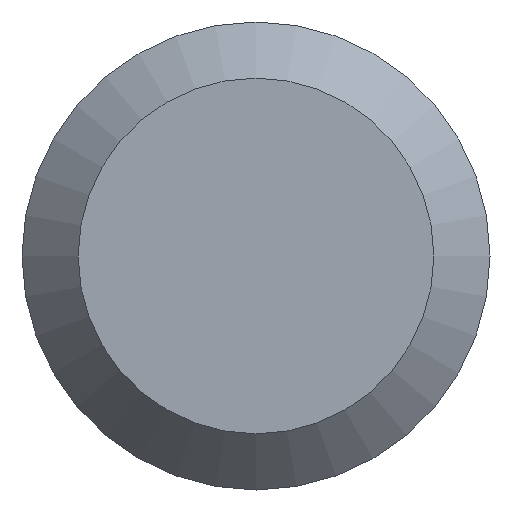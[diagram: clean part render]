
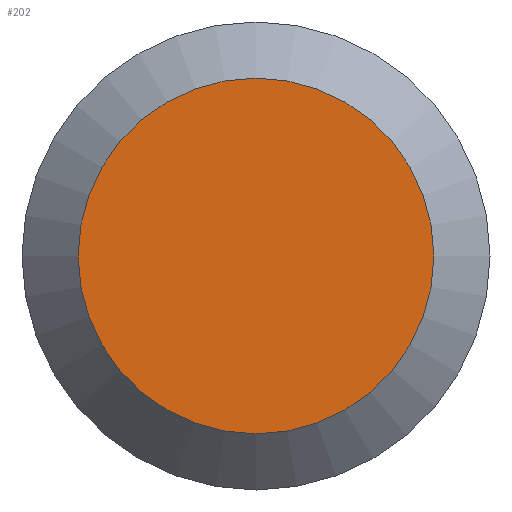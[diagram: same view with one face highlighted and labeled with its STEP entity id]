
A CAD part, front view. The second image highlights one B-rep face of the part: STEP entity #202.
In plain terms, the highlighted planar face has unit normal (0, -1, 0).
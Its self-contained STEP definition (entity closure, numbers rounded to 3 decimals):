
#202 = ADVANCED_FACE('',(#203),#214,.T.);
#203 = FACE_BOUND('',#204,.T.);
#204 = EDGE_LOOP('',(#205));
#205 = ORIENTED_EDGE('',*,*,#206,.T.);
#206 = EDGE_CURVE('',#207,#207,#209,.T.);
#207 = VERTEX_POINT('',#208);
#208 = CARTESIAN_POINT('',(9.5,-166.,-9.5));
#209 = CIRCLE('',#210,9.5);
#210 = AXIS2_PLACEMENT_3D('',#211,#212,#213);
#211 = CARTESIAN_POINT('',(9.5,-166.,0.));
#212 = DIRECTION('',(0.,-1.,0.));
#213 = DIRECTION('',(0.,0.,-1.));
#214 = PLANE('',#215);
#215 = AXIS2_PLACEMENT_3D('',#216,#217,#218);
#216 = CARTESIAN_POINT('',(9.5,-166.,0.));
#217 = DIRECTION('',(0.,-1.,0.));
#218 = DIRECTION('',(1.,0.,0.));
